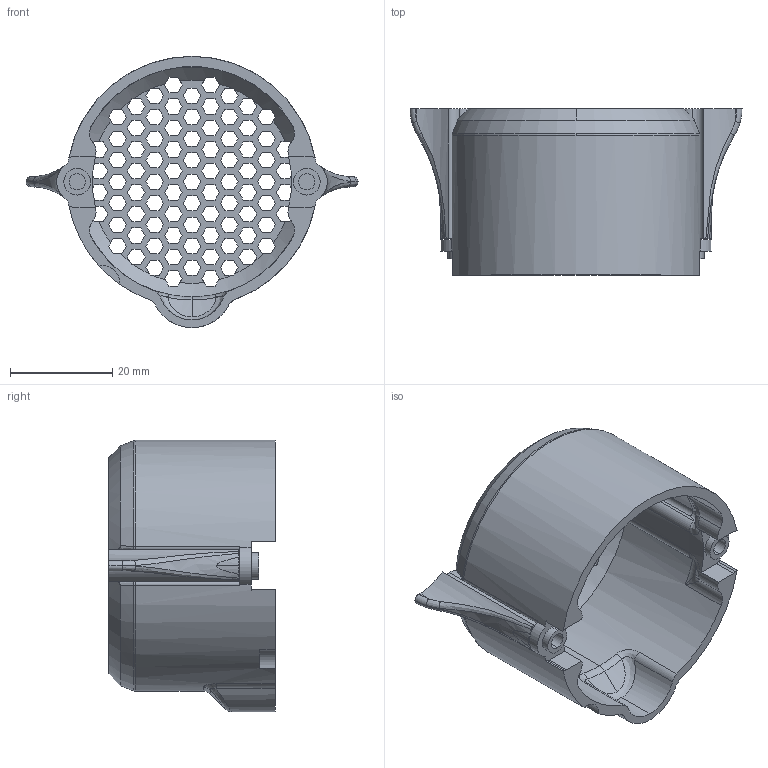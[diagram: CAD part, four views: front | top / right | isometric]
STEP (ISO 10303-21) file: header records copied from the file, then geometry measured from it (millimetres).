
FILE_DESCRIPTION (( 'STEP AP214' ), '1' );
FILE_NAME ('Motor Guard.STEP', '2025-07-21T03:28:17', ( 'Windows User' ), ( 'P R C' ), 'SwSTEP 2.0', 'SolidWorks 2022', '' );
FILE_SCHEMA (( 'AUTOMOTIVE_DESIGN' ));
Length unit declared in the file: millimetre
Products named in the file (1): Motor Guard
Bounding box: 64.85 x 32.5 x 53 mm (x, y, z)
Volume: 12380.2 mm3; surface area: 14544.4 mm2
Topology: 3 solids, 3 shells, 695 faces, 2070 edges, 1355 vertices
Faces by surface type: plane 537, cylinder 83, bspline 36, torus 19, cone 12, sphere 8
Entity records: 26511 total; most frequent: CARTESIAN_POINT 7752, ORIENTED_EDGE 4132, DIRECTION 3472, EDGE_CURVE 2066, LINE 1640, VECTOR 1640, VERTEX_POINT 1355, AXIS2_PLACEMENT_3D 916
